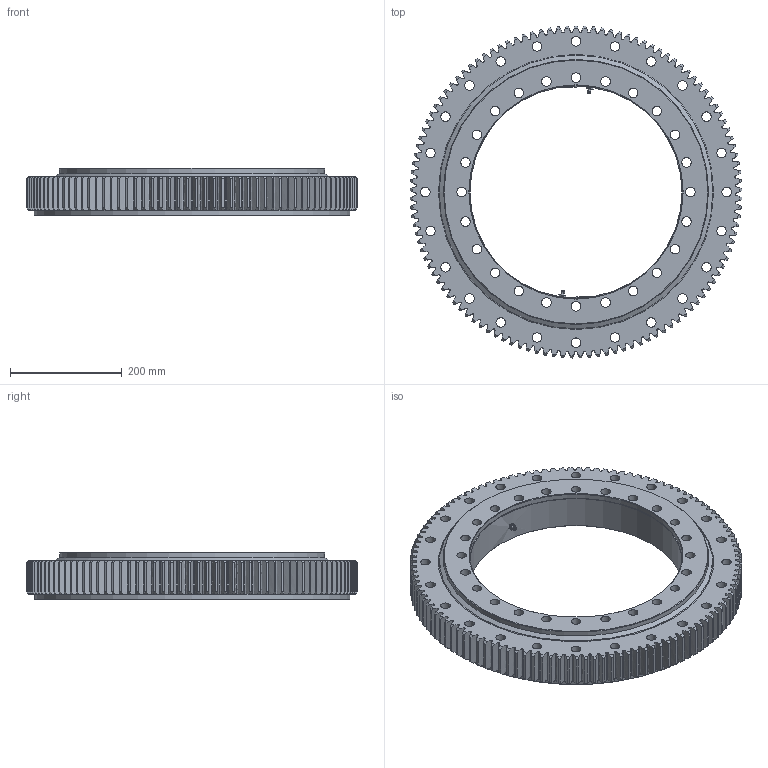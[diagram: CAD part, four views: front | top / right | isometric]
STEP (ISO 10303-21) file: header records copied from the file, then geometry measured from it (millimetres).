
FILE_DESCRIPTION (( 'STEP AP214' ), '1' );
FILE_NAME ('E.595.25.15.D.1-RV.STEP', '2020-05-13T08:13:17', ( '' ), ( '' ), 'SwSTEP 2.0', 'SolidWorks 2016', '' );
FILE_SCHEMA (( 'AUTOMOTIVE_DESIGN' ));
Length unit declared in the file: millimetre
Products named in the file (7): Roller L25; E.595.25.15.D.1-RV - IR; Grease nipple M10x1mm; E.595.25.15.D.1-RV - OR Seal; E.595.25.15.D.1-RV - IR Seal; E.595.25.15.D.1-RV; E.595.25.15.D.1-RV - OR
Assembly tree (56 placements, depth 2):
  E.595.25.15.D.1-RV
    E.595.25.15.D.1-RV - IR
    E.595.25.15.D.1-RV - OR
    Roller L25  x50
    E.595.25.15.D.1-RV - IR Seal
    E.595.25.15.D.1-RV - OR Seal
    Grease nipple M10x1mm  x2
Bounding box: 594.98 x 594.93 x 85 mm (x, y, z)
Volume: 9483083.6 mm3; surface area: 1321206.9 mm2
Topology: 56 solids, 56 shells, 1224 faces, 3211 edges, 2111 vertices
Faces by surface type: plane 370, cone 276, cylinder 236, bspline 234, torus 108
Full cylindrical faces by diameter (mm): 3 x4, 9 x2, 10 x2, 17 x48, 25 x50, 380 x1, 382 x1, 461 x2, 475 x3, 480 x3, 494 x2, 565 x1
Entity records: 60959 total; most frequent: CARTESIAN_POINT 37394, ORIENTED_EDGE 5322, DIRECTION 3889, EDGE_CURVE 2661, VERTEX_POINT 1824, AXIS2_PLACEMENT_3D 1415, EDGE_LOOP 1165, VECTOR 1059
